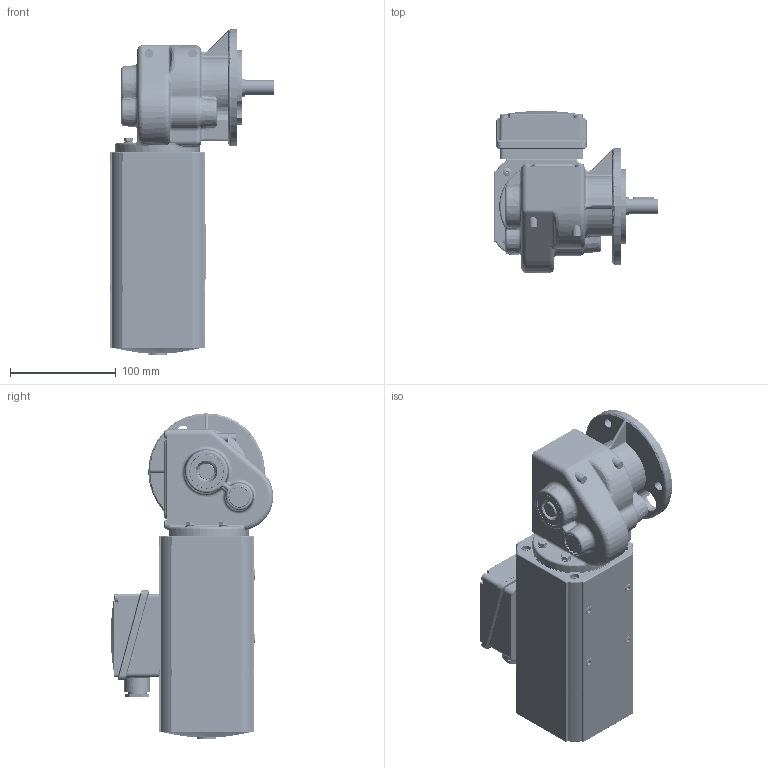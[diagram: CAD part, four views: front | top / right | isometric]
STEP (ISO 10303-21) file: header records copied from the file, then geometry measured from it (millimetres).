
FILE_DESCRIPTION (( 'STEP AP214' ), '1' );
FILE_NAME ('Motor IGKU80-60B mit Getr. Z20.STEP', '2017-12-08T06:55:09', ( 'gfeller' ), ( '' ), 'SwSTEP 2.0', 'SolidWorks 2017', '' );
FILE_SCHEMA (( 'AUTOMOTIVE_DESIGN' ));
Length unit declared in the file: millimetre
Products named in the file (1): Motor IGKU80-60B mit Getr. Z20
Bounding box: 155.15 x 153.43 x 307.16 mm (x, y, z)
Volume: 779036.5 mm3; surface area: 463607.3 mm2
Topology: 141 solids, 142 shells, 5446 faces, 12855 edges, 7647 vertices
Faces by surface type: plane 1871, cylinder 1809, cone 876, torus 440, bspline 275, sphere 175
Entity records: 238512 total; most frequent: CARTESIAN_POINT 53567, DIRECTION 26617, ORIENTED_EDGE 25150, EDGE_CURVE 12575, AXIS2_PLACEMENT_3D 10512, VERTEX_POINT 7631, EDGE_LOOP 6014, LINE 5593
